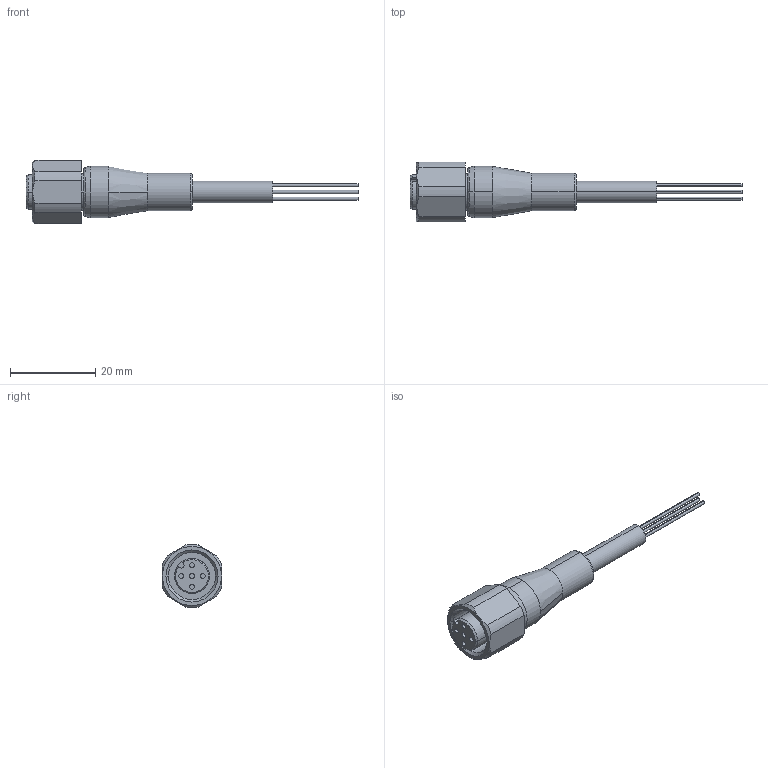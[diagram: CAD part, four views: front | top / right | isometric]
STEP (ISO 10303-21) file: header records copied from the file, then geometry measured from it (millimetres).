
FILE_DESCRIPTION (( 'STEP AP214' ), '1' );
FILE_NAME ('7024-12241-3390300.step', '2019-03-12T19:37:20', ( '' ), ( '' ), 'SwSTEP 2.0', 'SolidWorks 2018', '' );
FILE_SCHEMA (( 'AUTOMOTIVE_DESIGN' ));
Length unit declared in the file: millimetre
Products named in the file (1): 7024-12241-3390300
Bounding box: 77.8 x 14 x 14.98 mm (x, y, z)
Volume: 4124.8 mm3; surface area: 2876.4 mm2
Topology: 1 solids, 1 shells, 80 faces, 181 edges, 118 vertices
Faces by surface type: cylinder 39, plane 26, cone 11, bspline 2, torus 2
Entity records: 2364 total; most frequent: CARTESIAN_POINT 462, DIRECTION 428, ORIENTED_EDGE 362, EDGE_CURVE 181, AXIS2_PLACEMENT_3D 180, VERTEX_POINT 118, CIRCLE 101, EDGE_LOOP 95
